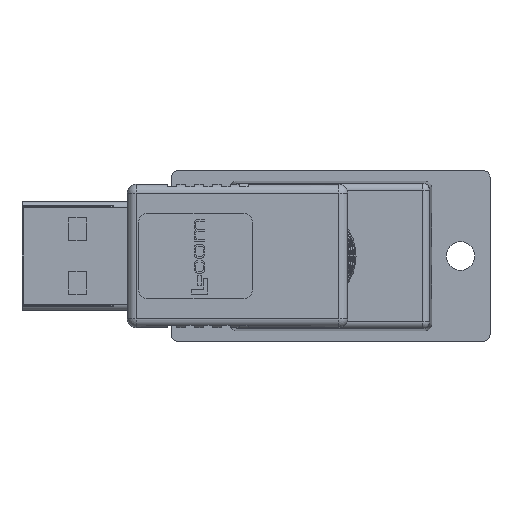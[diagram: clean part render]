
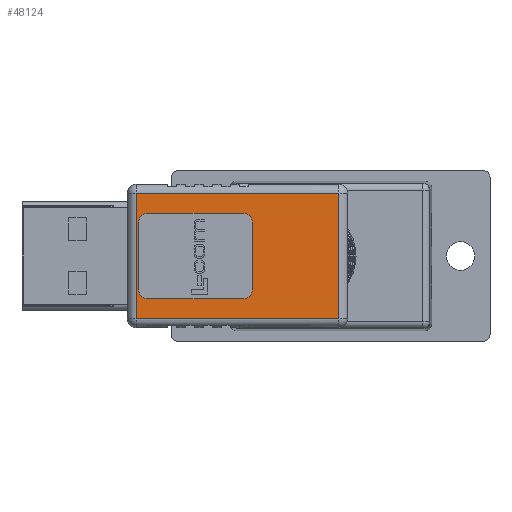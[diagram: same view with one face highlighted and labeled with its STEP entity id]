
A CAD part, left-side view. The second image highlights one B-rep face of the part: STEP entity #48124.
In plain terms, the highlighted face is planar.
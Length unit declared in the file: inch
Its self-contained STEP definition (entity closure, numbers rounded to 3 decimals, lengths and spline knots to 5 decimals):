
#294 = CARTESIAN_POINT ( 'NONE',  ( 0.187, 0.1673, 0.51063 ) ) ;
#385 = VECTOR ( 'NONE', #17308, 39.37008 ) ;
#567 = CIRCLE ( 'NONE', #72730, 0.03937 ) ;
#1146 = ORIENTED_EDGE ( 'NONE', *, *, #42688, .T. ) ;
#1633 = DIRECTION ( 'NONE',  ( 0., 0., 1. ) ) ;
#1838 = EDGE_CURVE ( 'NONE', #48232, #65011, #50134, .T. ) ;
#3828 = CIRCLE ( 'NONE', #10944, 0.03937 ) ;
#4372 = ORIENTED_EDGE ( 'NONE', *, *, #75483, .T. ) ;
#4444 = DIRECTION ( 'NONE',  ( 0., 0., 1. ) ) ;
#5793 = EDGE_CURVE ( 'NONE', #53827, #53865, #45457, .T. ) ;
#6646 = VERTEX_POINT ( 'NONE', #64325 ) ;
#7623 = VECTOR ( 'NONE', #32315, 39.37008 ) ;
#8066 = CARTESIAN_POINT ( 'NONE',  ( 0.14763, 0.1673, 0.08937 ) ) ;
#9987 = VECTOR ( 'NONE', #40236, 39.37008 ) ;
#10944 = AXIS2_PLACEMENT_3D ( 'NONE', #76960, #39316, #1633 ) ;
#12476 = CARTESIAN_POINT ( 'NONE',  ( -0.27495, 0.1673, 0.9286 ) ) ;
#14076 = LINE ( 'NONE', #19909, #30833 ) ;
#14190 = CARTESIAN_POINT ( 'NONE',  ( 0.187, 0.1673, 0.08937 ) ) ;
#14460 = DIRECTION ( 'NONE',  ( 0., 0., -1. ) ) ;
#15512 = EDGE_CURVE ( 'NONE', #73488, #16242, #77649, .T. ) ;
#16242 = VERTEX_POINT ( 'NONE', #40218 ) ;
#17308 = DIRECTION ( 'NONE',  ( 0., 0., 1. ) ) ;
#19070 = VERTEX_POINT ( 'NONE', #12476 ) ;
#19457 = FACE_BOUND ( 'NONE', #26972, .T. ) ;
#19559 = DIRECTION ( 'NONE',  ( 0., -1., 0. ) ) ;
#19909 = CARTESIAN_POINT ( 'NONE',  ( 0.187, 0.1673, 0.51063 ) ) ;
#21927 = ORIENTED_EDGE ( 'NONE', *, *, #28523, .T. ) ;
#22342 = DIRECTION ( 'NONE',  ( 1., 0., 0. ) ) ;
#23775 = CARTESIAN_POINT ( 'NONE',  ( 0.27495, 0.1673, 0.9286 ) ) ;
#24407 = LINE ( 'NONE', #69934, #7623 ) ;
#26972 = EDGE_LOOP ( 'NONE', ( #60565, #41447, #78223, #29213, #78012, #1146, #32689, #62460 ) ) ;
#27692 = DIRECTION ( 'NONE',  ( -1., 0., 0. ) ) ;
#28136 = LINE ( 'NONE', #53659, #42888 ) ;
#28523 = EDGE_CURVE ( 'NONE', #40336, #6646, #32782, .T. ) ;
#29213 = ORIENTED_EDGE ( 'NONE', *, *, #39560, .T. ) ;
#30833 = VECTOR ( 'NONE', #38569, 39.37008 ) ;
#30893 = VERTEX_POINT ( 'NONE', #14190 ) ;
#31170 = CARTESIAN_POINT ( 'NONE',  ( -0.187, 0.1673, 0.51063 ) ) ;
#32315 = DIRECTION ( 'NONE',  ( -1., 0., 0. ) ) ;
#32396 = CARTESIAN_POINT ( 'NONE',  ( 0.14763, 0.1673, 0.51063 ) ) ;
#32558 = EDGE_CURVE ( 'NONE', #53865, #30893, #46590, .T. ) ;
#32689 = ORIENTED_EDGE ( 'NONE', *, *, #5793, .T. ) ;
#32782 = LINE ( 'NONE', #64233, #45544 ) ;
#34810 = VERTEX_POINT ( 'NONE', #70474 ) ;
#35737 = AXIS2_PLACEMENT_3D ( 'NONE', #32396, #76335, #38722 ) ;
#35944 = AXIS2_PLACEMENT_3D ( 'NONE', #8066, #52112, #14460 ) ;
#38569 = DIRECTION ( 'NONE',  ( 0., 0., 1. ) ) ;
#38722 = DIRECTION ( 'NONE',  ( 0., 0., -1. ) ) ;
#38985 = CIRCLE ( 'NONE', #35737, 0.03937 ) ;
#39316 = DIRECTION ( 'NONE',  ( 0., -1., 0. ) ) ;
#39455 = VERTEX_POINT ( 'NONE', #294 ) ;
#39560 = EDGE_CURVE ( 'NONE', #16242, #48232, #3828, .T. ) ;
#40218 = CARTESIAN_POINT ( 'NONE',  ( -0.14763, 0.1673, 0.55 ) ) ;
#40236 = DIRECTION ( 'NONE',  ( 1., 0., 0. ) ) ;
#40336 = VERTEX_POINT ( 'NONE', #23775 ) ;
#41069 = DIRECTION ( 'NONE',  ( 0., 0., -1. ) ) ;
#41447 = ORIENTED_EDGE ( 'NONE', *, *, #49026, .T. ) ;
#42122 = DIRECTION ( 'NONE',  ( 0., 1., 0. ) ) ;
#42688 = EDGE_CURVE ( 'NONE', #65011, #53827, #567, .T. ) ;
#42888 = VECTOR ( 'NONE', #22342, 39.37008 ) ;
#44191 = EDGE_CURVE ( 'NONE', #34810, #19070, #48594, .T. ) ;
#44220 = VECTOR ( 'NONE', #27692, 39.37008 ) ;
#45457 = LINE ( 'NONE', #46017, #9987 ) ;
#45544 = VECTOR ( 'NONE', #58189, 39.37008 ) ;
#46017 = CARTESIAN_POINT ( 'NONE',  ( 0.14763, 0.1673, 0.05 ) ) ;
#46590 = CIRCLE ( 'NONE', #35944, 0.03937 ) ;
#48124 = ADVANCED_FACE ( 'NONE', ( #67590, #19457 ), #79769, .T. ) ;
#48232 = VERTEX_POINT ( 'NONE', #31170 ) ;
#48250 = CARTESIAN_POINT ( 'NONE',  ( -0.187, 0.1673, 0.08937 ) ) ;
#48258 = CARTESIAN_POINT ( 'NONE',  ( 0.14763, 0.1673, 0.55 ) ) ;
#48594 = LINE ( 'NONE', #54964, #385 ) ;
#49026 = EDGE_CURVE ( 'NONE', #39455, #73488, #38985, .T. ) ;
#50134 = LINE ( 'NONE', #72401, #66815 ) ;
#50427 = ORIENTED_EDGE ( 'NONE', *, *, #44191, .T. ) ;
#52112 = DIRECTION ( 'NONE',  ( 0., -1., 0. ) ) ;
#53659 = CARTESIAN_POINT ( 'NONE',  ( 0.31495, 0.1673, 0.9286 ) ) ;
#53827 = VERTEX_POINT ( 'NONE', #78328 ) ;
#53865 = VERTEX_POINT ( 'NONE', #54726 ) ;
#54726 = CARTESIAN_POINT ( 'NONE',  ( 0.14763, 0.1673, 0.05 ) ) ;
#54964 = CARTESIAN_POINT ( 'NONE',  ( -0.27495, 0.1673, 0.17717 ) ) ;
#57167 = CARTESIAN_POINT ( 'NONE',  ( -0.14763, 0.1673, 0.08937 ) ) ;
#58189 = DIRECTION ( 'NONE',  ( 0., 0., -1. ) ) ;
#58990 = CARTESIAN_POINT ( 'NONE',  ( 0.14763, 0.1673, 0.55 ) ) ;
#60565 = ORIENTED_EDGE ( 'NONE', *, *, #81366, .T. ) ;
#61896 = EDGE_LOOP ( 'NONE', ( #50427, #4372, #21927, #80290 ) ) ;
#62460 = ORIENTED_EDGE ( 'NONE', *, *, #32558, .T. ) ;
#63470 = DIRECTION ( 'NONE',  ( 0., 0., -1. ) ) ;
#64233 = CARTESIAN_POINT ( 'NONE',  ( 0.27495, 0.1673, 0.5315 ) ) ;
#64325 = CARTESIAN_POINT ( 'NONE',  ( 0.27495, 0.1673, 0.04 ) ) ;
#65011 = VERTEX_POINT ( 'NONE', #48250 ) ;
#66815 = VECTOR ( 'NONE', #41069, 39.37008 ) ;
#67146 = CARTESIAN_POINT ( 'NONE',  ( 0.31495, 0.1673, 0.6025 ) ) ;
#67590 = FACE_OUTER_BOUND ( 'NONE', #61896, .T. ) ;
#69934 = CARTESIAN_POINT ( 'NONE',  ( -0.31495, 0.1673, 0.04 ) ) ;
#70474 = CARTESIAN_POINT ( 'NONE',  ( -0.27495, 0.1673, 0.04 ) ) ;
#72401 = CARTESIAN_POINT ( 'NONE',  ( -0.187, 0.1673, 0.51063 ) ) ;
#72730 = AXIS2_PLACEMENT_3D ( 'NONE', #57167, #19559, #63470 ) ;
#73488 = VERTEX_POINT ( 'NONE', #48258 ) ;
#75483 = EDGE_CURVE ( 'NONE', #19070, #40336, #28136, .T. ) ;
#76335 = DIRECTION ( 'NONE',  ( 0., -1., 0. ) ) ;
#76960 = CARTESIAN_POINT ( 'NONE',  ( -0.14763, 0.1673, 0.51063 ) ) ;
#77649 = LINE ( 'NONE', #58990, #44220 ) ;
#78012 = ORIENTED_EDGE ( 'NONE', *, *, #1838, .T. ) ;
#78223 = ORIENTED_EDGE ( 'NONE', *, *, #15512, .T. ) ;
#78311 = AXIS2_PLACEMENT_3D ( 'NONE', #67146, #42122, #4444 ) ;
#78328 = CARTESIAN_POINT ( 'NONE',  ( -0.14763, 0.1673, 0.05 ) ) ;
#79769 = PLANE ( 'NONE',  #78311 ) ;
#80290 = ORIENTED_EDGE ( 'NONE', *, *, #80884, .T. ) ;
#80884 = EDGE_CURVE ( 'NONE', #6646, #34810, #24407, .T. ) ;
#81366 = EDGE_CURVE ( 'NONE', #30893, #39455, #14076, .T. ) ;
